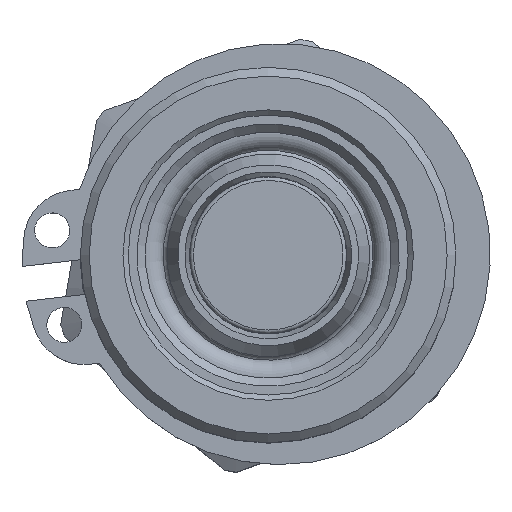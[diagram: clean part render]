
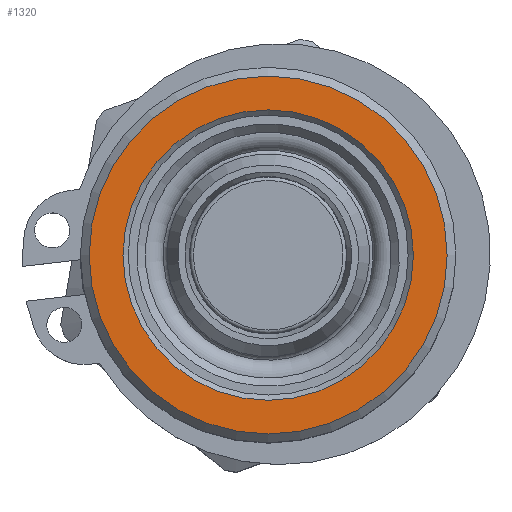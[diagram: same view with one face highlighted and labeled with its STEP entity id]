
A CAD part, top view. The second image highlights one B-rep face of the part: STEP entity #1320.
In plain terms, the highlighted planar face has unit normal (0, 0, 1).
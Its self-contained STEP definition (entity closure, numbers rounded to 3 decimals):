
#90=FACE_BOUND('',#429,.T.);
#340=FACE_OUTER_BOUND('',#428,.T.);
#428=EDGE_LOOP('',(#1006));
#429=EDGE_LOOP('',(#1007));
#523=CIRCLE('',#1446,10.23);
#526=CIRCLE('',#1451,8.3);
#634=VERTEX_POINT('',#2124);
#637=VERTEX_POINT('',#2134);
#767=EDGE_CURVE('',#634,#634,#523,.T.);
#772=EDGE_CURVE('',#637,#637,#526,.T.);
#1006=ORIENTED_EDGE('',*,*,#767,.F.);
#1007=ORIENTED_EDGE('',*,*,#772,.F.);
#1280=PLANE('',#1450);
#1320=ADVANCED_FACE('',(#340,#90),#1280,.T.);
#1446=AXIS2_PLACEMENT_3D('',#2125,#1700,#1701);
#1450=AXIS2_PLACEMENT_3D('',#2133,#1710,#1711);
#1451=AXIS2_PLACEMENT_3D('',#2135,#1712,#1713);
#1700=DIRECTION('center_axis',(0.,0.,-1.));
#1701=DIRECTION('ref_axis',(-1.,0.,0.));
#1710=DIRECTION('center_axis',(0.,0.,1.));
#1711=DIRECTION('ref_axis',(1.,0.,0.));
#1712=DIRECTION('center_axis',(0.,0.,1.));
#1713=DIRECTION('ref_axis',(-1.,0.,0.));
#2124=CARTESIAN_POINT('',(10.23,0.,25.6));
#2125=CARTESIAN_POINT('Origin',(0.,0.,25.6));
#2133=CARTESIAN_POINT('Origin',(0.,0.,
25.6));
#2134=CARTESIAN_POINT('',(8.3,0.,25.6));
#2135=CARTESIAN_POINT('Origin',(0.,0.,25.6));
